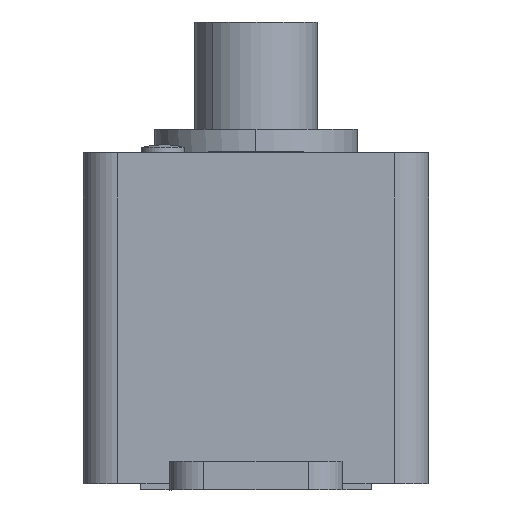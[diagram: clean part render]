
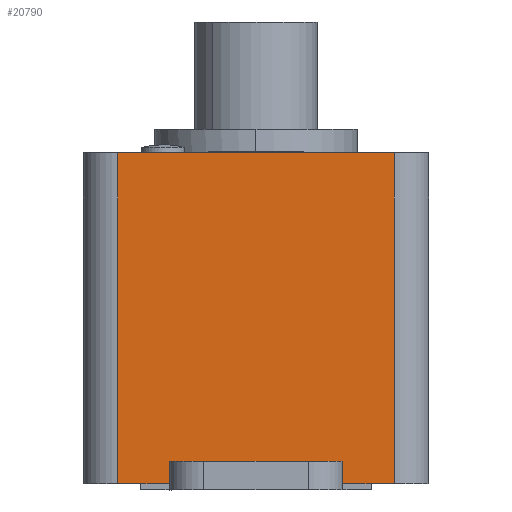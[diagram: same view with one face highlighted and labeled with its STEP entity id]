
A CAD part, front view. The second image highlights one B-rep face of the part: STEP entity #20790.
In plain terms, the highlighted face is planar.
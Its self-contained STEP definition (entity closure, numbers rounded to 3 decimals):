
#1540=CARTESIAN_POINT('',(32.175,-115.267,
-7.8));
#1550=VERTEX_POINT('',#1540);
#1580=CARTESIAN_POINT('',(6.403,-115.267,
-7.8));
#1590=DIRECTION('',(-1.,0.,0.));
#1600=VECTOR('',#1590,1.);
#1610=LINE('',#1580,#1600);
#1620=CARTESIAN_POINT('',(27.75,-115.267,
-7.8));
#1630=VERTEX_POINT('',#1620);
#1640=EDGE_CURVE('',#1550,#1630,#1610,.T.);
#20210=CARTESIAN_POINT('',(35.175,-115.267,
20.75));
#20220=DIRECTION('',(0.,1.,0.));
#20230=DIRECTION('',(1.,0.,0.));
#20240=AXIS2_PLACEMENT_3D('',#20210,#20220,#20230);
#20250=PLANE('',#20240);
#20260=CARTESIAN_POINT('',(6.403,-115.267,
20.75));
#20270=DIRECTION('',(-1.,0.,0.));
#20280=VECTOR('',#20270,1.);
#20290=LINE('',#20260,#20280);
#20300=CARTESIAN_POINT('',(32.175,-115.267,
20.75));
#20310=VERTEX_POINT('',#20300);
#20320=CARTESIAN_POINT('',(8.325,-115.267,
20.75));
#20330=VERTEX_POINT('',#20320);
#20340=EDGE_CURVE('',#20310,#20330,#20290,.T.);
#20350=ORIENTED_EDGE('',*,*,#20340,.F.);
#20360=CARTESIAN_POINT('',(8.325,-115.267,
17.9));
#20370=DIRECTION('',(0.,0.,-1.));
#20380=VECTOR('',#20370,1.);
#20390=LINE('',#20360,#20380);
#20400=CARTESIAN_POINT('',(8.325,-115.267,
-7.8));
#20410=VERTEX_POINT('',#20400);
#20420=EDGE_CURVE('',#20330,#20410,#20390,.T.);
#20430=ORIENTED_EDGE('',*,*,#20420,.F.);
#20440=CARTESIAN_POINT('',(12.75,-115.267,
-7.8));
#20450=VERTEX_POINT('',#20440);
#20460=EDGE_CURVE('',#20450,#20410,#1610,.T.);
#20470=ORIENTED_EDGE('',*,*,#20460,.T.);
#20480=CARTESIAN_POINT('',(12.75,-115.267,
17.9));
#20490=DIRECTION('',(0.,0.,1.));
#20500=VECTOR('',#20490,1.);
#20510=LINE('',#20480,#20500);
#20520=CARTESIAN_POINT('',(12.75,-115.267,
-5.85));
#20530=VERTEX_POINT('',#20520);
#20540=EDGE_CURVE('',#20450,#20530,#20510,.T.);
#20550=ORIENTED_EDGE('',*,*,#20540,.F.);
#20560=CARTESIAN_POINT('',(33.678,-115.267,
-5.85));
#20570=DIRECTION('',(-1.,0.,0.));
#20580=VECTOR('',#20570,1.);
#20590=LINE('',#20560,#20580);
#20600=CARTESIAN_POINT('',(27.75,-115.267,
-5.85));
#20610=VERTEX_POINT('',#20600);
#20620=EDGE_CURVE('',#20610,#20530,#20590,.T.);
#20630=ORIENTED_EDGE('',*,*,#20620,.T.);
#20640=CARTESIAN_POINT('',(27.75,-115.267,
17.9));
#20650=DIRECTION('',(0.,0.,-1.));
#20660=VECTOR('',#20650,1.);
#20670=LINE('',#20640,#20660);
#20680=EDGE_CURVE('',#20610,#1630,#20670,.T.);
#20690=ORIENTED_EDGE('',*,*,#20680,.F.);
#20700=ORIENTED_EDGE('',*,*,#1640,.T.);
#20710=CARTESIAN_POINT('',(32.175,-115.267,
17.9));
#20720=DIRECTION('',(0.,0.,-1.));
#20730=VECTOR('',#20720,1.);
#20740=LINE('',#20710,#20730);
#20750=EDGE_CURVE('',#20310,#1550,#20740,.T.);
#20760=ORIENTED_EDGE('',*,*,#20750,.T.);
#20770=EDGE_LOOP('',(#20760,#20700,#20690,#20630,#20550,#20470,#20430,
#20350));
#20780=FACE_OUTER_BOUND('',#20770,.T.);
#20790=ADVANCED_FACE('',(#20780),#20250,.T.);
